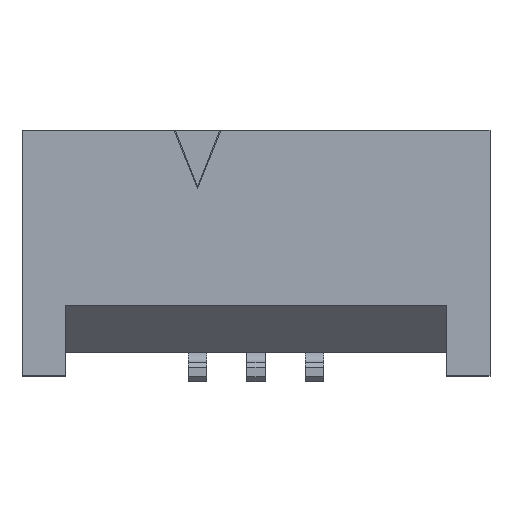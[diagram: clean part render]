
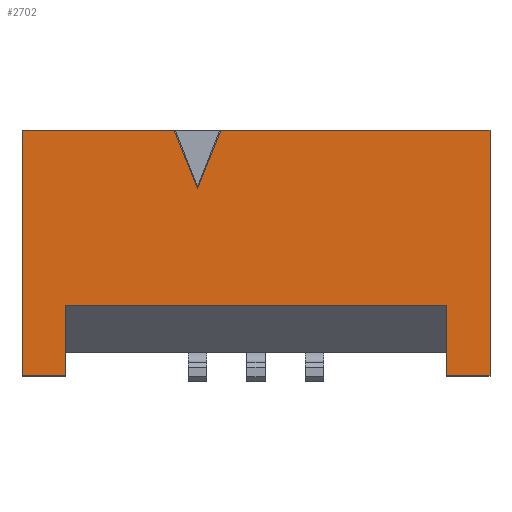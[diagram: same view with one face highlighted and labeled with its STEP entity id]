
A CAD part, top view. The second image highlights one B-rep face of the part: STEP entity #2702.
In plain terms, the highlighted planar face has unit normal (0, 0, 1).
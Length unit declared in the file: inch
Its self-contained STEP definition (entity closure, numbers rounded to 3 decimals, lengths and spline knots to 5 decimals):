
#717=ORIENTED_EDGE('',*,*,#1179,.F.);
#718=ORIENTED_EDGE('',*,*,#1147,.T.);
#719=ORIENTED_EDGE('',*,*,#1136,.T.);
#720=ORIENTED_EDGE('',*,*,#1171,.T.);
#721=ORIENTED_EDGE('',*,*,#1180,.F.);
#722=ORIENTED_EDGE('',*,*,#1181,.F.);
#723=ORIENTED_EDGE('',*,*,#1182,.T.);
#724=ORIENTED_EDGE('',*,*,#1173,.T.);
#725=ORIENTED_EDGE('',*,*,#1178,.T.);
#726=ORIENTED_EDGE('',*,*,#1151,.T.);
#727=ORIENTED_EDGE('',*,*,#1183,.F.);
#1136=EDGE_CURVE('',#1418,#1421,#1749,.T.);
#1147=EDGE_CURVE('',#1432,#1418,#1760,.T.);
#1151=EDGE_CURVE('',#1436,#1435,#1764,.T.);
#1171=EDGE_CURVE('',#1421,#1451,#1784,.T.);
#1173=EDGE_CURVE('',#1452,#1453,#1786,.T.);
#1178=EDGE_CURVE('',#1453,#1436,#1791,.T.);
#1179=EDGE_CURVE('',#1432,#1456,#1792,.T.);
#1180=EDGE_CURVE('',#1457,#1451,#1793,.T.);
#1181=EDGE_CURVE('',#1458,#1457,#1794,.T.);
#1182=EDGE_CURVE('',#1458,#1452,#1795,.T.);
#1183=EDGE_CURVE('',#1456,#1435,#1796,.T.);
#1418=VERTEX_POINT('',#4213);
#1421=VERTEX_POINT('',#4218);
#1432=VERTEX_POINT('',#4244);
#1435=VERTEX_POINT('',#4250);
#1436=VERTEX_POINT('',#4252);
#1451=VERTEX_POINT('',#4287);
#1452=VERTEX_POINT('',#4293);
#1453=VERTEX_POINT('',#4294);
#1456=VERTEX_POINT('',#4305);
#1457=VERTEX_POINT('',#4307);
#1458=VERTEX_POINT('',#4309);
#1749=LINE('',#4219,#2108);
#1760=LINE('',#4243,#2119);
#1764=LINE('',#4251,#2123);
#1784=LINE('',#4288,#2143);
#1786=LINE('',#4292,#2145);
#1791=LINE('',#4302,#2150);
#1792=LINE('',#4304,#2151);
#1793=LINE('',#4306,#2152);
#1794=LINE('',#4308,#2153);
#1795=LINE('',#4310,#2154);
#1796=LINE('',#4311,#2155);
#2108=VECTOR('',#3462,39.37008);
#2119=VECTOR('',#3479,39.37008);
#2123=VECTOR('',#3483,39.37008);
#2143=VECTOR('',#3505,39.37008);
#2145=VECTOR('',#3511,39.37008);
#2150=VECTOR('',#3518,39.37008);
#2151=VECTOR('',#3521,39.37008);
#2152=VECTOR('',#3522,39.37008);
#2153=VECTOR('',#3523,39.37008);
#2154=VECTOR('',#3524,39.37008);
#2155=VECTOR('',#3525,39.37008);
#2305=EDGE_LOOP('',(#717,#718,#719,#720,#721,#722,#723,#724,#725,#726,#727));
#2442=FACE_BOUND('',#2305,.T.);
#2566=PLANE('',#2902);
#2702=ADVANCED_FACE('',(#2442),#2566,.T.);
#2902=AXIS2_PLACEMENT_3D('',#4303,#3519,#3520);
#3462=DIRECTION('',(0.,-1.,0.));
#3479=DIRECTION('',(-1.,0.,0.));
#3483=DIRECTION('',(-1.,0.,0.));
#3505=DIRECTION('',(1.,0.,0.));
#3511=DIRECTION('',(1.,0.,0.));
#3518=DIRECTION('',(0.,1.,0.));
#3519=DIRECTION('',(0.,0.,1.));
#3520=DIRECTION('',(1.,0.,0.));
#3521=DIRECTION('',(0.371,-0.928,0.));
#3522=DIRECTION('',(0.,-1.,0.));
#3523=DIRECTION('',(-1.,0.,0.));
#3524=DIRECTION('',(0.,-1.,0.));
#3525=DIRECTION('',(0.371,0.928,0.));
#4213=CARTESIAN_POINT('',(-0.2,0.21,0.1));
#4218=CARTESIAN_POINT('',(-0.2,0.,0.1));
#4219=CARTESIAN_POINT('',(-0.2,0.21,0.1));
#4243=CARTESIAN_POINT('',(0.2,0.21,0.1));
#4244=CARTESIAN_POINT('',(-0.07,0.21,0.1));
#4250=CARTESIAN_POINT('',(-0.03,0.21,0.1));
#4251=CARTESIAN_POINT('',(0.2,0.21,0.1));
#4252=CARTESIAN_POINT('',(0.2,0.21,0.1));
#4287=CARTESIAN_POINT('',(-0.163,0.,0.1));
#4288=CARTESIAN_POINT('',(-0.2,0.,0.1));
#4292=CARTESIAN_POINT('',(-0.2,0.,0.1));
#4293=CARTESIAN_POINT('',(0.163,0.,0.1));
#4294=CARTESIAN_POINT('',(0.2,0.,0.1));
#4302=CARTESIAN_POINT('',(0.2,0.,0.1));
#4303=CARTESIAN_POINT('',(0.,0.,0.1));
#4304=CARTESIAN_POINT('',(-0.07,0.21,0.1));
#4305=CARTESIAN_POINT('',(-0.05,0.16,0.1));
#4306=CARTESIAN_POINT('',(-0.163,0.06,0.1));
#4307=CARTESIAN_POINT('',(-0.163,0.06,0.1));
#4308=CARTESIAN_POINT('',(0.163,0.06,0.1));
#4309=CARTESIAN_POINT('',(0.163,0.06,0.1));
#4310=CARTESIAN_POINT('',(0.163,0.06,0.1));
#4311=CARTESIAN_POINT('',(-0.05,0.16,0.1));
